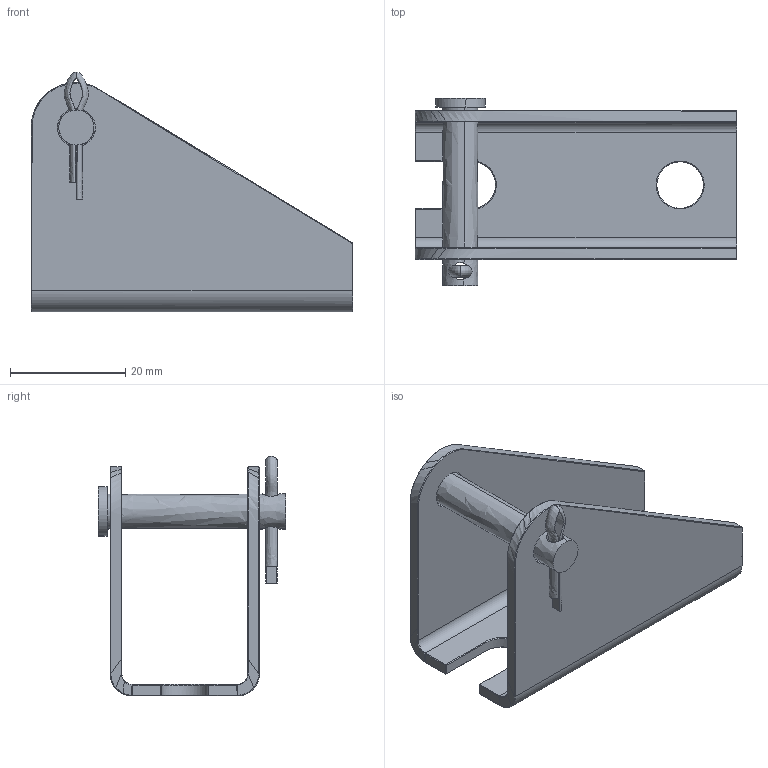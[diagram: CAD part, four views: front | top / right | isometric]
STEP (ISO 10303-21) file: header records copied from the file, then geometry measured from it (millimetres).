
FILE_DESCRIPTION(/* description */ (''),/* implementation_level */ '2;1');
FILE_NAME(/* name */ 'BRK-14',/* time_stamp */ '2014-04-16T12:57:59+03:00',/* author */ (''),/* organization */ (''),/* preprocessor_version */ 'ST-DEVELOPER v10',/* originating_system */ '',/* authorisation */ '');
FILE_SCHEMA (('CONFIG_CONTROL_DESIGN'));
Length unit declared in the file: inch
Products named in the file (1): 1
Bounding box: 55.88 x 32.51 x 41.67 mm (x, y, z)
Volume: 9113.2 mm3; surface area: 9679.1 mm2
Topology: 3 solids, 3 shells, 85 faces, 219 edges, 130 vertices
Faces by surface type: bspline 72, plane 13
Entity records: 3772 total; most frequent: CARTESIAN_POINT 2558, ORIENTED_EDGE 422, EDGE_CURVE 211, VERTEX_POINT 130, EDGE_LOOP 91, ADVANCED_FACE 85, FACE_OUTER_BOUND 85, B_SPLINE_CURVE_WITH_KNOTS 38
